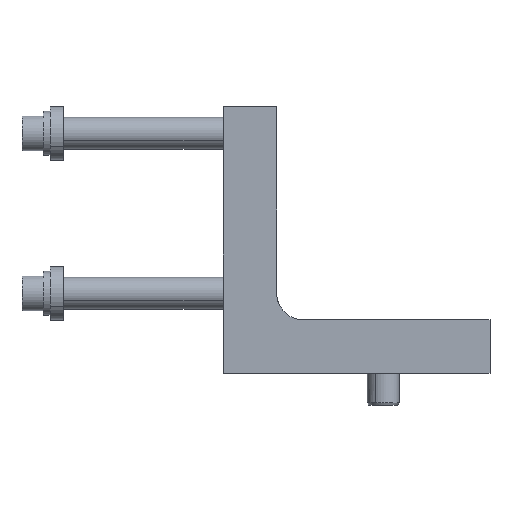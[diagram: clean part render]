
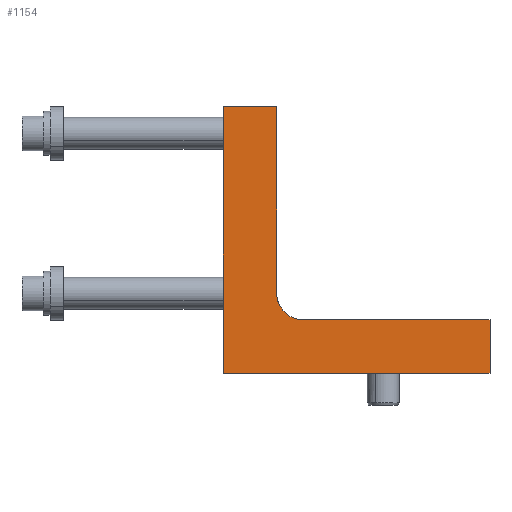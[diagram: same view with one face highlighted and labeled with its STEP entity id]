
A CAD part, top view. The second image highlights one B-rep face of the part: STEP entity #1154.
In plain terms, the highlighted planar face has unit normal (0, 0, 1).
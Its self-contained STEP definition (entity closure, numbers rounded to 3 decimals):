
#1117=AXIS2_PLACEMENT_3D('Plane Axis2P3D',#1114,#1115,#1116) ;
#1135=AXIS2_PLACEMENT_3D('Circle Axis2P3D',#1133,#1134,$) ;
#872=CARTESIAN_POINT('Vertex',(0.,100.,10.)) ;
#886=CARTESIAN_POINT('Vertex',(0.,0.,10.)) ;
#889=CARTESIAN_POINT('Line Origine',(0.,50.,10.)) ;
#952=CARTESIAN_POINT('Vertex',(20.,100.,10.)) ;
#960=CARTESIAN_POINT('Line Origine',(10.,100.,10.)) ;
#1029=CARTESIAN_POINT('Vertex',(100.,0.,10.)) ;
#1032=CARTESIAN_POINT('Line Origine',(50.,0.,10.)) ;
#1114=CARTESIAN_POINT('Axis2P3D Location',(0.,0.,10.)) ;
#1119=CARTESIAN_POINT('Line Origine',(100.,10.,10.)) ;
#1123=CARTESIAN_POINT('Vertex',(100.,20.,10.)) ;
#1126=CARTESIAN_POINT('Line Origine',(65.,20.,10.)) ;
#1130=CARTESIAN_POINT('Vertex',(30.,20.,10.)) ;
#1133=CARTESIAN_POINT('Axis2P3D Location',(30.,30.,10.)) ;
#1137=CARTESIAN_POINT('Vertex',(20.,30.,10.)) ;
#1140=CARTESIAN_POINT('Line Origine',(20.,65.,10.)) ;
#890=DIRECTION('Vector Direction',(0.,-1.,0.)) ;
#961=DIRECTION('Vector Direction',(-1.,0.,0.)) ;
#1033=DIRECTION('Vector Direction',(1.,0.,0.)) ;
#1115=DIRECTION('Axis2P3D Direction',(0.,0.,1.)) ;
#1116=DIRECTION('Axis2P3D XDirection',(1.,0.,0.)) ;
#1120=DIRECTION('Vector Direction',(0.,1.,0.)) ;
#1127=DIRECTION('Vector Direction',(-1.,0.,0.)) ;
#1134=DIRECTION('Axis2P3D Direction',(0.,0.,1.)) ;
#1141=DIRECTION('Vector Direction',(0.,1.,0.)) ;
#891=VECTOR('Line Direction',#890,1.) ;
#962=VECTOR('Line Direction',#961,1.) ;
#1034=VECTOR('Line Direction',#1033,1.) ;
#1121=VECTOR('Line Direction',#1120,1.) ;
#1128=VECTOR('Line Direction',#1127,1.) ;
#1142=VECTOR('Line Direction',#1141,1.) ;
#1146=ORIENTED_EDGE('',*,*,#1036,.T.) ;
#1147=ORIENTED_EDGE('',*,*,#1125,.T.) ;
#1148=ORIENTED_EDGE('',*,*,#1132,.T.) ;
#1149=ORIENTED_EDGE('',*,*,#1139,.T.) ;
#1150=ORIENTED_EDGE('',*,*,#1144,.T.) ;
#1151=ORIENTED_EDGE('',*,*,#964,.T.) ;
#1152=ORIENTED_EDGE('',*,*,#893,.T.) ;
#1154=ADVANCED_FACE('TOS_023_SET_457610_00',(#1153),#1118,.T.) ;
#1136=CIRCLE('generated circle',#1135,10.) ;
#893=EDGE_CURVE('',#873,#887,#892,.T.) ;
#964=EDGE_CURVE('',#953,#873,#963,.T.) ;
#1036=EDGE_CURVE('',#887,#1030,#1035,.T.) ;
#1125=EDGE_CURVE('',#1030,#1124,#1122,.T.) ;
#1132=EDGE_CURVE('',#1124,#1131,#1129,.T.) ;
#1139=EDGE_CURVE('',#1131,#1138,#1136,.F.) ;
#1144=EDGE_CURVE('',#1138,#953,#1143,.T.) ;
#1145=EDGE_LOOP('',(#1146,#1147,#1148,#1149,#1150,#1151,#1152)) ;
#1153=FACE_OUTER_BOUND('',#1145,.T.) ;
#892=LINE('Line',#889,#891) ;
#963=LINE('Line',#960,#962) ;
#1035=LINE('Line',#1032,#1034) ;
#1122=LINE('Line',#1119,#1121) ;
#1129=LINE('Line',#1126,#1128) ;
#1143=LINE('Line',#1140,#1142) ;
#1118=PLANE('',#1117) ;
#873=VERTEX_POINT('',#872) ;
#887=VERTEX_POINT('',#886) ;
#953=VERTEX_POINT('',#952) ;
#1030=VERTEX_POINT('',#1029) ;
#1124=VERTEX_POINT('',#1123) ;
#1131=VERTEX_POINT('',#1130) ;
#1138=VERTEX_POINT('',#1137) ;
